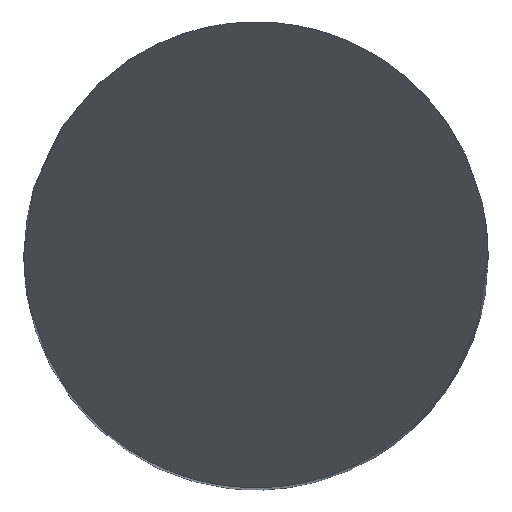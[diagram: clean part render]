
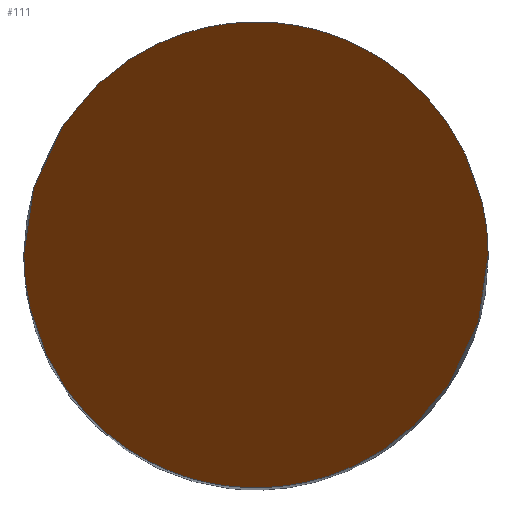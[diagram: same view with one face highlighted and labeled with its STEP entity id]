
A CAD part, top view. The second image highlights one B-rep face of the part: STEP entity #111.
In plain terms, the highlighted planar face has unit normal (0, -0.866, 0.5).
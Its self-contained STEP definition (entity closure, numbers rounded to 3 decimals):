
#72=PLANE('',#710);
#111=ADVANCED_FACE('',(#157),#72,.F.);
#157=FACE_OUTER_BOUND('',#194,.T.);
#194=EDGE_LOOP('',(#413,#414));
#413=ORIENTED_EDGE('',*,*,#565,.F.);
#414=ORIENTED_EDGE('',*,*,#588,.F.);
#489=VERTEX_POINT('',#2001);
#490=VERTEX_POINT('',#2002);
#565=EDGE_CURVE('',#489,#490,#645,.T.);
#588=EDGE_CURVE('',#490,#489,#650,.T.);
#645=(
BOUNDED_CURVE()
B_SPLINE_CURVE(3,(#1997,#1998,#1999,#2000),.UNSPECIFIED.,.F.,.F.)
B_SPLINE_CURVE_WITH_KNOTS((4,4),(0.,1.),.UNSPECIFIED.)
CURVE()
GEOMETRIC_REPRESENTATION_ITEM()
RATIONAL_B_SPLINE_CURVE((1.,0.333,0.333,1.))
REPRESENTATION_ITEM('')
);
#650=(
BOUNDED_CURVE()
B_SPLINE_CURVE(3,(#2106,#2107,#2108,#2109),.UNSPECIFIED.,.F.,.F.)
B_SPLINE_CURVE_WITH_KNOTS((4,4),(0.,1.),.UNSPECIFIED.)
CURVE()
GEOMETRIC_REPRESENTATION_ITEM()
RATIONAL_B_SPLINE_CURVE((1.,0.333,0.333,1.))
REPRESENTATION_ITEM('')
);
#710=AXIS2_PLACEMENT_3D('',#2124,#811,#812);
#811=DIRECTION('',(0.,0.866,-0.5));
#812=DIRECTION('',(0.,0.5,0.866));
#1997=CARTESIAN_POINT('',(-2.,0.,0.));
#1998=CARTESIAN_POINT('',(-2.,4.,6.928));
#1999=CARTESIAN_POINT('',(2.,4.,6.928));
#2000=CARTESIAN_POINT('',(2.,0.,0.));
#2001=CARTESIAN_POINT('',(-2.,0.,0.));
#2002=CARTESIAN_POINT('',(2.,0.,0.));
#2106=CARTESIAN_POINT('',(2.,0.,0.));
#2107=CARTESIAN_POINT('',(2.,-4.,-6.928));
#2108=CARTESIAN_POINT('',(-2.,-4.,-6.928));
#2109=CARTESIAN_POINT('',(-2.,0.,0.));
#2124=CARTESIAN_POINT('',(-2.,2.,3.464));
